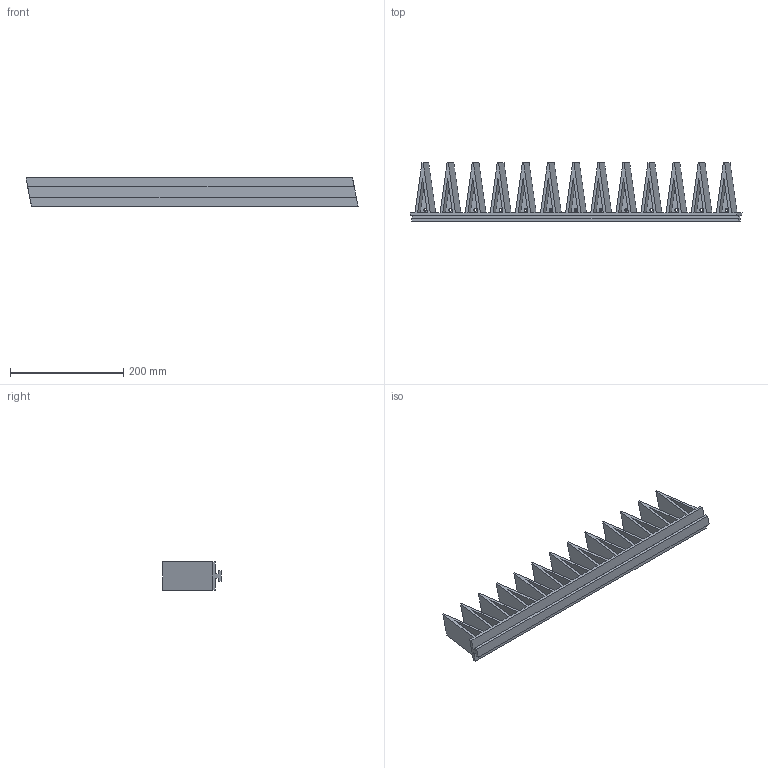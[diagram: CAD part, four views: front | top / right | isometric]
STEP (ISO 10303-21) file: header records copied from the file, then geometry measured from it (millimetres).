
FILE_DESCRIPTION(('CATIA V5 STEP Exchange','CAx-IF Rec.Pracs.--- Composite Materials ---3.4---2017-06-13'),'2;1');
FILE_NAME('DE47 OPPOSITE.stp','2024-01-03T15:57:11+00:00',('none'),('none'),'CATIA Version 5-6 Release 2022 SP3','CATIA V5 STEP AP203 v2','none');
FILE_SCHEMA(('CONFIG_CONTROL_DESIGN'));
Length unit declared in the file: inch
Products named in the file (1): DE47  OPPOSITE
Bounding box: 587.54 x 103.03 x 49.87 mm (x, y, z)
Volume: 740333 mm3; surface area: 307794.6 mm2
Topology: 1 solids, 1 shells, 211 faces, 720 edges, 537 vertices
Faces by surface type: plane 172, bspline 39
Entity records: 9355 total; most frequent: CARTESIAN_POINT 3639, ORIENTED_EDGE 1440, DIRECTION 776, EDGE_CURVE 720, VERTEX_POINT 537, VECTOR 434, LINE 434, EDGE_LOOP 263
